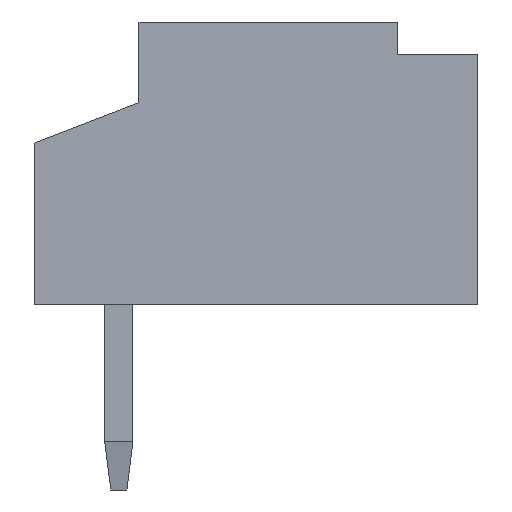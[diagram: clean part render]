
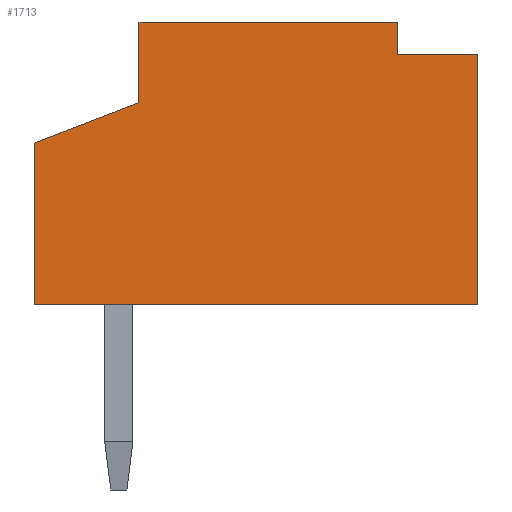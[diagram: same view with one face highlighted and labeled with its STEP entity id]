
A CAD part, left-side view. The second image highlights one B-rep face of the part: STEP entity #1713.
In plain terms, the highlighted planar face has unit normal (-1, 0, 0).
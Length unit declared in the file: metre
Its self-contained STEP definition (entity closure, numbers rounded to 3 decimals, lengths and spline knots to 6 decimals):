
#344=ORIENTED_EDGE('',*,*,#704,.F.);
#345=ORIENTED_EDGE('',*,*,#705,.F.);
#346=ORIENTED_EDGE('',*,*,#706,.F.);
#347=ORIENTED_EDGE('',*,*,#707,.F.);
#348=ORIENTED_EDGE('',*,*,#708,.F.);
#349=ORIENTED_EDGE('',*,*,#709,.F.);
#350=ORIENTED_EDGE('',*,*,#710,.F.);
#351=ORIENTED_EDGE('',*,*,#711,.F.);
#704=EDGE_CURVE('',#878,#879,#1092,.T.);
#705=EDGE_CURVE('',#880,#878,#1093,.T.);
#706=EDGE_CURVE('',#881,#880,#1094,.T.);
#707=EDGE_CURVE('',#882,#881,#1095,.T.);
#708=EDGE_CURVE('',#883,#882,#1096,.T.);
#709=EDGE_CURVE('',#884,#883,#1097,.T.);
#710=EDGE_CURVE('',#885,#884,#1098,.T.);
#711=EDGE_CURVE('',#879,#885,#1099,.T.);
#878=VERTEX_POINT('',#2678);
#879=VERTEX_POINT('',#2679);
#880=VERTEX_POINT('',#2681);
#881=VERTEX_POINT('',#2683);
#882=VERTEX_POINT('',#2685);
#883=VERTEX_POINT('',#2687);
#884=VERTEX_POINT('',#2689);
#885=VERTEX_POINT('',#2691);
#1092=LINE('',#2677,#1326);
#1093=LINE('',#2680,#1327);
#1094=LINE('',#2682,#1328);
#1095=LINE('',#2684,#1329);
#1096=LINE('',#2686,#1330);
#1097=LINE('',#2688,#1331);
#1098=LINE('',#2690,#1332);
#1099=LINE('',#2692,#1333);
#1326=VECTOR('',#2192,1.);
#1327=VECTOR('',#2193,1.);
#1328=VECTOR('',#2194,1.);
#1329=VECTOR('',#2195,1.);
#1330=VECTOR('',#2196,1.);
#1331=VECTOR('',#2197,1.);
#1332=VECTOR('',#2198,1.);
#1333=VECTOR('',#2199,1.);
#1434=EDGE_LOOP('',(#344,#345,#346,#347,#348,#349,#350,#351));
#1530=FACE_BOUND('',#1434,.T.);
#1623=PLANE('',#1821);
#1713=ADVANCED_FACE('',(#1530),#1623,.F.);
#1821=AXIS2_PLACEMENT_3D('',#2676,#2190,#2191);
#2190=DIRECTION('',(1.,0.,0.));
#2191=DIRECTION('',(0.,0.,-1.));
#2192=DIRECTION('',(0.,0.,-1.));
#2193=DIRECTION('',(0.,-1.,0.));
#2194=DIRECTION('',(0.,0.,-1.));
#2195=DIRECTION('',(0.,-1.,0.));
#2196=DIRECTION('',(0.,0.,1.));
#2197=DIRECTION('',(0.,-0.933,0.359));
#2198=DIRECTION('',(0.,0.,1.));
#2199=DIRECTION('',(0.,1.,0.));
#2676=CARTESIAN_POINT('',(-0.002125,0.,0.));
#2677=CARTESIAN_POINT('',(-0.002125,0.001,0.0028));
#2678=CARTESIAN_POINT('',(-0.002125,0.001,0.0028));
#2679=CARTESIAN_POINT('',(-0.002125,0.001,-0.0003));
#2680=CARTESIAN_POINT('',(-0.002125,0.00395,0.0028));
#2681=CARTESIAN_POINT('',(-0.002125,0.002,0.0028));
#2682=CARTESIAN_POINT('',(-0.002125,0.002,0.0032));
#2683=CARTESIAN_POINT('',(-0.002125,0.002,0.0032));
#2684=CARTESIAN_POINT('',(-0.002125,0.0052,0.0032));
#2685=CARTESIAN_POINT('',(-0.002125,0.0052,0.0032));
#2686=CARTESIAN_POINT('',(-0.002125,0.0052,0.0022));
#2687=CARTESIAN_POINT('',(-0.002125,0.0052,0.0022));
#2688=CARTESIAN_POINT('',(-0.002125,0.0065,0.0017));
#2689=CARTESIAN_POINT('',(-0.002125,0.0065,0.0017));
#2690=CARTESIAN_POINT('',(-0.002125,0.0065,-0.0003));
#2691=CARTESIAN_POINT('',(-0.002125,0.0065,-0.0003));
#2692=CARTESIAN_POINT('',(-0.002125,0.001,-0.0003));
